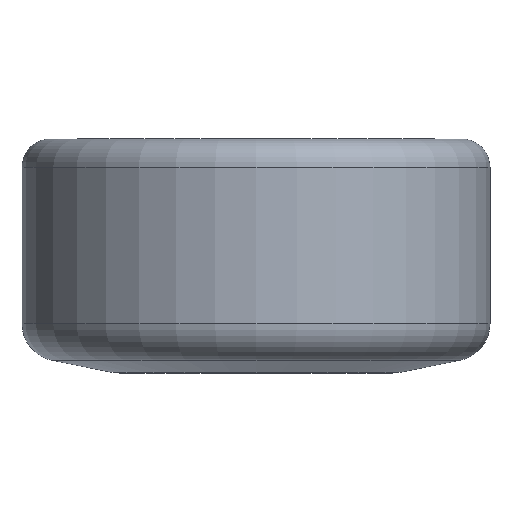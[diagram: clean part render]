
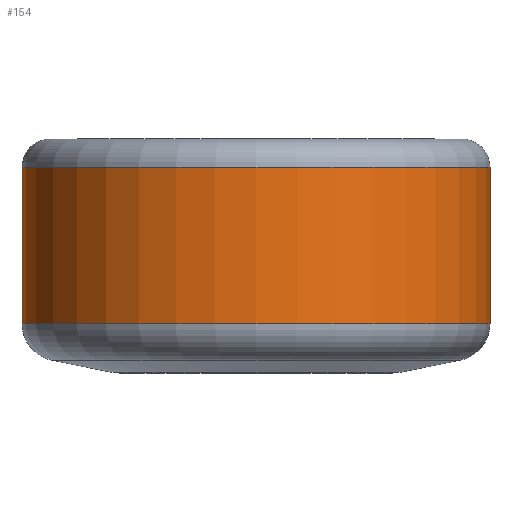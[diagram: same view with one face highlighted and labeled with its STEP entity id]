
A CAD part, front view. The second image highlights one B-rep face of the part: STEP entity #154.
In plain terms, the highlighted cylindrical face has radius 25 mm (diameter 50 mm), a full revolution.
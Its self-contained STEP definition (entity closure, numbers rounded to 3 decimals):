
#22=LINE('',#291,#25);
#25=VECTOR('',#239,25.);
#28=CYLINDRICAL_SURFACE('',#188,25.);
#35=FACE_OUTER_BOUND('',#46,.T.);
#46=EDGE_LOOP('',(#122,#123,#124,#125,#126,#127));
#57=CIRCLE('',#185,25.);
#58=CIRCLE('',#186,25.);
#60=CIRCLE('',#189,25.);
#61=CIRCLE('',#190,25.);
#74=VERTEX_POINT('',#282);
#75=VERTEX_POINT('',#283);
#76=VERTEX_POINT('',#288);
#77=VERTEX_POINT('',#289);
#90=EDGE_CURVE('',#74,#75,#57,.T.);
#91=EDGE_CURVE('',#75,#74,#58,.T.);
#93=EDGE_CURVE('',#76,#77,#60,.T.);
#94=EDGE_CURVE('',#76,#74,#22,.T.);
#95=EDGE_CURVE('',#77,#76,#61,.T.);
#122=ORIENTED_EDGE('',*,*,#93,.F.);
#123=ORIENTED_EDGE('',*,*,#94,.T.);
#124=ORIENTED_EDGE('',*,*,#90,.T.);
#125=ORIENTED_EDGE('',*,*,#91,.T.);
#126=ORIENTED_EDGE('',*,*,#94,.F.);
#127=ORIENTED_EDGE('',*,*,#95,.F.);
#154=ADVANCED_FACE('',(#35),#28,.T.);
#185=AXIS2_PLACEMENT_3D('',#284,#229,#230);
#186=AXIS2_PLACEMENT_3D('',#285,#231,#232);
#188=AXIS2_PLACEMENT_3D('',#287,#235,#236);
#189=AXIS2_PLACEMENT_3D('',#290,#237,#238);
#190=AXIS2_PLACEMENT_3D('',#292,#240,#241);
#229=DIRECTION('center_axis',(0.,0.,-1.));
#230=DIRECTION('ref_axis',(1.,0.,0.));
#231=DIRECTION('center_axis',(0.,0.,-1.));
#232=DIRECTION('ref_axis',(1.,0.,0.));
#235=DIRECTION('center_axis',(0.,0.,-1.));
#236=DIRECTION('ref_axis',(0.,1.,0.));
#237=DIRECTION('center_axis',(0.,0.,-1.));
#238=DIRECTION('ref_axis',(1.,0.,0.));
#239=DIRECTION('',(0.,0.,1.));
#240=DIRECTION('center_axis',(0.,0.,-1.));
#241=DIRECTION('ref_axis',(1.,0.,0.));
#282=CARTESIAN_POINT('',(0.,-25.,-34.449));
#283=CARTESIAN_POINT('',(25.,0.,-34.449));
#284=CARTESIAN_POINT('Origin',(0.,0.,-34.449));
#285=CARTESIAN_POINT('Origin',(0.,0.,-34.449));
#287=CARTESIAN_POINT('Origin',(0.,0.,-42.81));
#288=CARTESIAN_POINT('',(0.,-25.,-51.17));
#289=CARTESIAN_POINT('',(25.,0.,-51.17));
#290=CARTESIAN_POINT('Origin',(0.,0.,-51.17));
#291=CARTESIAN_POINT('',(0.,-25.,-42.81));
#292=CARTESIAN_POINT('Origin',(0.,0.,-51.17));
